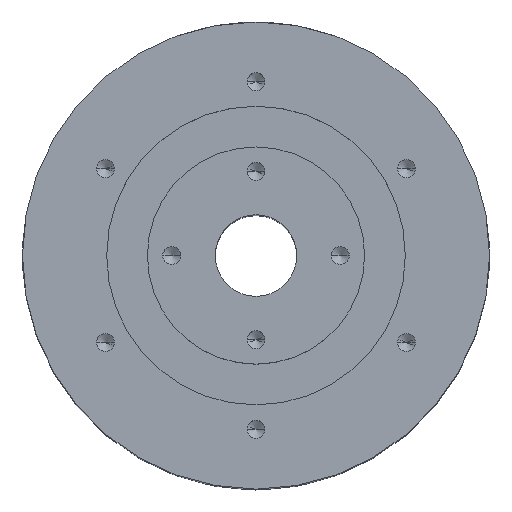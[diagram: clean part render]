
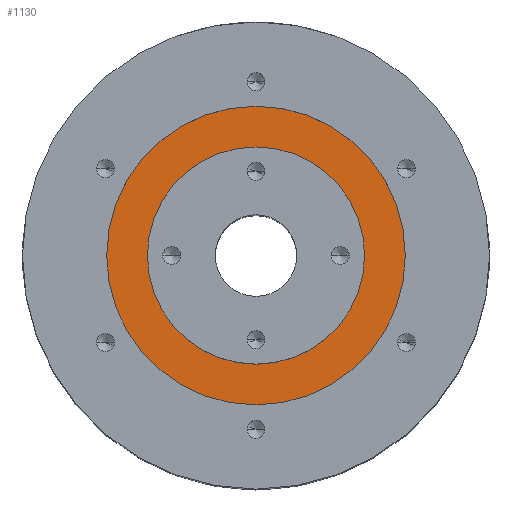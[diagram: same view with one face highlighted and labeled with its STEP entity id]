
A CAD part, top view. The second image highlights one B-rep face of the part: STEP entity #1130.
In plain terms, the highlighted planar face has unit normal (0, 0, 1).
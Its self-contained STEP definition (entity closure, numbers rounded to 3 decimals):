
#83 = CARTESIAN_POINT ( 'NONE',  ( 0., 0., 90.5 ) ) ;
#98 = AXIS2_PLACEMENT_3D ( 'NONE', #2684, #882, #2380 ) ;
#310 = CIRCLE ( 'NONE', #3262, 27.5 ) ;
#568 = ORIENTED_EDGE ( 'NONE', *, *, #2171, .T. ) ;
#785 = ORIENTED_EDGE ( 'NONE', *, *, #1670, .T. ) ;
#882 = DIRECTION ( 'NONE',  ( 0., 0., 1. ) ) ;
#988 = EDGE_CURVE ( 'NONE', #2777, #1846, #2689, .T. ) ;
#1111 = DIRECTION ( 'NONE',  ( 1., 0., 0. ) ) ;
#1130 = ADVANCED_FACE ( 'NONE', ( #3675, #3078 ), #3761, .T. ) ;
#1184 = CARTESIAN_POINT ( 'NONE',  ( 27.5, 0., 90.5 ) ) ;
#1450 = AXIS2_PLACEMENT_3D ( 'NONE', #83, #3044, #3186 ) ;
#1452 = CARTESIAN_POINT ( 'NONE',  ( 0., 0., 90.5 ) ) ;
#1600 = VERTEX_POINT ( 'NONE', #1184 ) ;
#1670 = EDGE_CURVE ( 'NONE', #1600, #3636, #2025, .T. ) ;
#1820 = EDGE_CURVE ( 'NONE', #1846, #2777, #2302, .T. ) ;
#1846 = VERTEX_POINT ( 'NONE', #3600 ) ;
#1865 = DIRECTION ( 'NONE',  ( 1., 0., 0. ) ) ;
#1941 = DIRECTION ( 'NONE',  ( 0., 0., 1. ) ) ;
#2025 = CIRCLE ( 'NONE', #3748, 27.5 ) ;
#2171 = EDGE_CURVE ( 'NONE', #3636, #1600, #310, .T. ) ;
#2302 = CIRCLE ( 'NONE', #1450, 20. ) ;
#2315 = CARTESIAN_POINT ( 'NONE',  ( -27.5, 0., 90.5 ) ) ;
#2380 = DIRECTION ( 'NONE',  ( 1., 0., 0. ) ) ;
#2441 = CARTESIAN_POINT ( 'NONE',  ( 0., 0., 90.5 ) ) ;
#2684 = CARTESIAN_POINT ( 'NONE',  ( 0., 0., 90.5 ) ) ;
#2689 = CIRCLE ( 'NONE', #98, 20. ) ;
#2777 = VERTEX_POINT ( 'NONE', #3627 ) ;
#2791 = EDGE_LOOP ( 'NONE', ( #2903, #2855 ) ) ;
#2843 = DIRECTION ( 'NONE',  ( 1., 0., 0. ) ) ;
#2855 = ORIENTED_EDGE ( 'NONE', *, *, #988, .F. ) ;
#2903 = ORIENTED_EDGE ( 'NONE', *, *, #1820, .F. ) ;
#2970 = EDGE_LOOP ( 'NONE', ( #785, #568 ) ) ;
#3044 = DIRECTION ( 'NONE',  ( 0., 0., 1. ) ) ;
#3078 = FACE_BOUND ( 'NONE', #2791, .T. ) ;
#3186 = DIRECTION ( 'NONE',  ( 1., 0., 0. ) ) ;
#3191 = DIRECTION ( 'NONE',  ( 0., 0., 1. ) ) ;
#3224 = AXIS2_PLACEMENT_3D ( 'NONE', #3639, #1941, #2843 ) ;
#3262 = AXIS2_PLACEMENT_3D ( 'NONE', #2441, #3578, #1865 ) ;
#3578 = DIRECTION ( 'NONE',  ( 0., 0., 1. ) ) ;
#3600 = CARTESIAN_POINT ( 'NONE',  ( -20., 0., 90.5 ) ) ;
#3627 = CARTESIAN_POINT ( 'NONE',  ( 20., 0., 90.5 ) ) ;
#3636 = VERTEX_POINT ( 'NONE', #2315 ) ;
#3639 = CARTESIAN_POINT ( 'NONE',  ( 0., 0., 90.5 ) ) ;
#3675 = FACE_OUTER_BOUND ( 'NONE', #2970, .T. ) ;
#3748 = AXIS2_PLACEMENT_3D ( 'NONE', #1452, #3191, #1111 ) ;
#3761 = PLANE ( 'NONE',  #3224 ) ;
